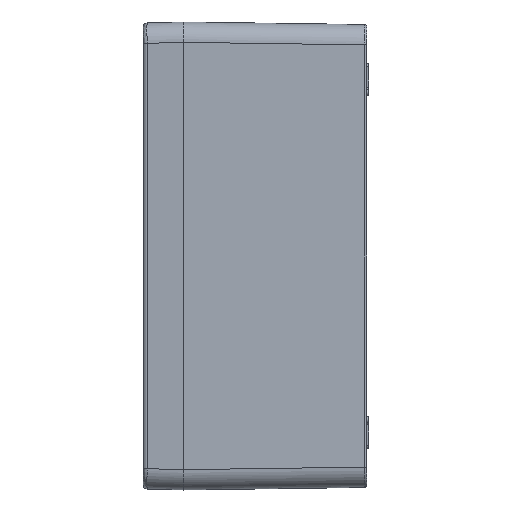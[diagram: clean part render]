
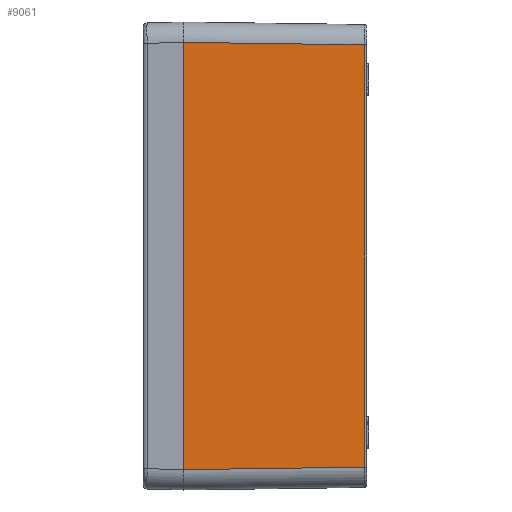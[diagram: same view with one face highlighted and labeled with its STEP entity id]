
A CAD part, left-side view. The second image highlights one B-rep face of the part: STEP entity #9061.
In plain terms, the highlighted planar face has unit normal (-1, -0.014, 0).
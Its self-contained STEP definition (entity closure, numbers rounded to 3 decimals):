
#844=CARTESIAN_POINT('',(-165.,90.,105.001));
#855=DIRECTION('',(0.,0.,1.));
#856=VECTOR('',#855,210.002);
#857=CARTESIAN_POINT('',(-165.,90.,-105.001));
#858=LINE('',#857,#856);
#868=CARTESIAN_POINT('',(-165.,90.,-105.001));
#4137=DIRECTION('',(0.,0.,-1.));
#4138=VECTOR('',#4137,207.516);
#4139=CARTESIAN_POINT('',(-163.757,0.986,
103.758));
#4140=LINE('',#4139,#4138);
#4144=DIRECTION('',(0.014,-1.,0.014));
#4145=VECTOR('',#4144,89.031);
#4146=CARTESIAN_POINT('',(-165.,90.,-105.001));
#4147=LINE('',#4146,#4145);
#4151=DIRECTION('',(0.014,-1.,-0.014));
#4152=VECTOR('',#4151,89.031);
#4153=CARTESIAN_POINT('',(-165.,90.,105.001));
#4154=LINE('',#4153,#4152);
#4167=CARTESIAN_POINT('',(-163.757,0.986,
103.758));
#4719=VERTEX_POINT('',#844);
#4722=VERTEX_POINT('',#868);
#4734=VERTEX_POINT('',#4167);
#4737=CARTESIAN_POINT('',(-163.757,0.986,
-103.758));
#4738=VERTEX_POINT('',#4737);
#9049=CARTESIAN_POINT('',(-165.,90.,-121.31));
#9050=DIRECTION('',(-1.,-0.014,0.));
#9051=DIRECTION('',(0.,0.,1.));
#9052=AXIS2_PLACEMENT_3D('',#9049,#9050,#9051);
#9053=PLANE('',#9052);
#9054=ORIENTED_EDGE('',*,*,#8864,.T.);
#9055=ORIENTED_EDGE('',*,*,#9044,.F.);
#9056=ORIENTED_EDGE('',*,*,#5677,.T.);
#9058=ORIENTED_EDGE('',*,*,#9057,.T.);
#9059=EDGE_LOOP('',(#9054,#9055,#9056,#9058));
#9060=FACE_OUTER_BOUND('',#9059,.F.);
#9061=ADVANCED_FACE('',(#9060),#9053,.T.);
#5677=EDGE_CURVE('',#4722,#4719,#858,.T.);
#8864=EDGE_CURVE('',#4734,#4738,#4140,.T.);
#9044=EDGE_CURVE('',#4722,#4738,#4147,.T.);
#9057=EDGE_CURVE('',#4719,#4734,#4154,.T.);
